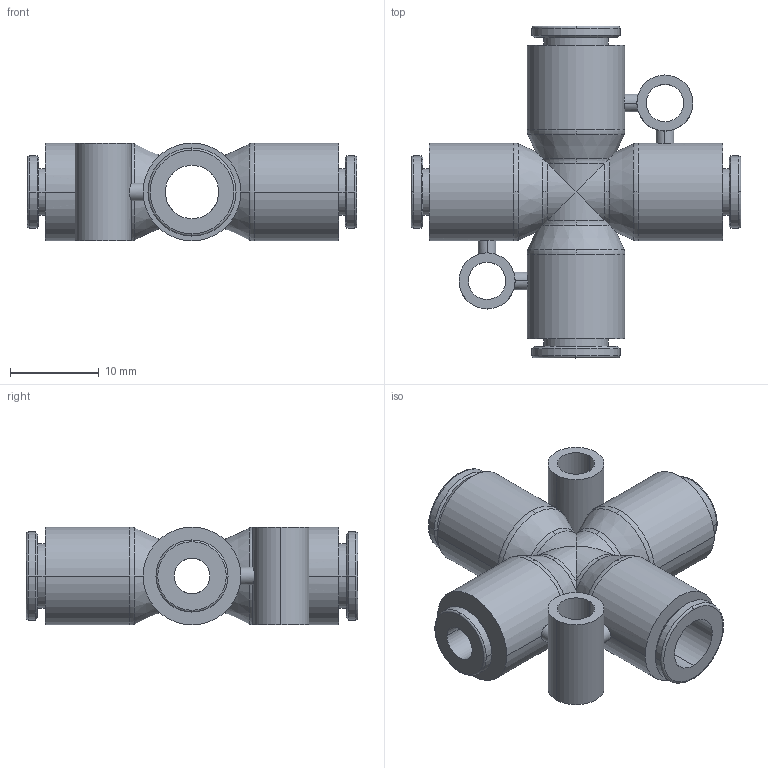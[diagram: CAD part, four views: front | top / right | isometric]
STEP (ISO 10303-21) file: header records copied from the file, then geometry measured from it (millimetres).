
FILE_DESCRIPTION(('STEP AP214'),'1');
FILE_NAME('3107_04_06.stp','2016-07-07T14:57:52',('TraceParts'),('TraceParts S.A.'),'Spatial InterOp 3D',' ',' ');
FILE_SCHEMA(('automotive_design'));
Length unit declared in the file: millimetre
Products named in the file (1): 1
Bounding box: 37.04 x 37.31 x 11 mm (x, y, z)
Volume: 4403.5 mm3; surface area: 4484.1 mm2
Topology: 1 solids, 1 shells, 118 faces, 306 edges, 196 vertices
Faces by surface type: cylinder 54, torus 32, cone 16, plane 16
Entity records: 4111 total; most frequent: CARTESIAN_POINT 1079, DIRECTION 698, ORIENTED_EDGE 612, AXIS2_PLACEMENT_3D 315, EDGE_CURVE 306, VERTEX_POINT 196, CIRCLE 180, EDGE_LOOP 138
